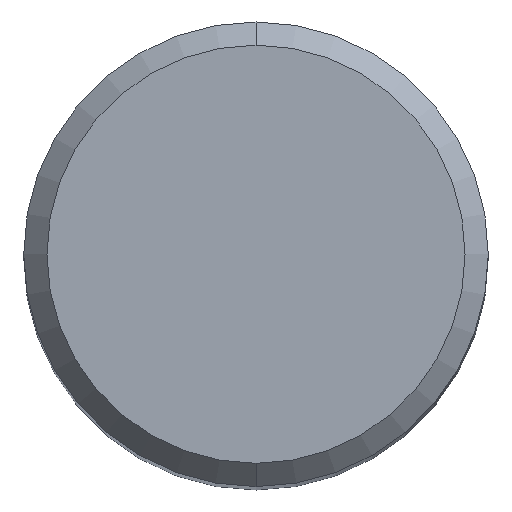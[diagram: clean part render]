
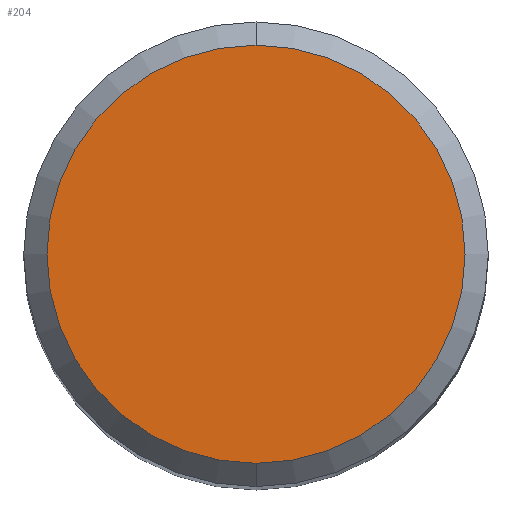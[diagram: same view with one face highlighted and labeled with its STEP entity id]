
A CAD part, top view. The second image highlights one B-rep face of the part: STEP entity #204.
In plain terms, the highlighted planar face has unit normal (0, 0, 1).
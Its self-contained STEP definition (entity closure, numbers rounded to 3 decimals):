
#182=VERTEX_POINT('',#484);
#204=ADVANCED_FACE('',(#507),#508,.T.);
#206=EDGE_CURVE('',#182,#450,#510,.T.);
#368=EDGE_CURVE('',#450,#182,#689,.T.);
#450=VERTEX_POINT('',#781);
#484=CARTESIAN_POINT('',(0.,-7.2,0.0));
#507=FACE_OUTER_BOUND('',#878,.T.);
#508=PLANE('',#879);
#510=CIRCLE('',#882,7.2);
#689=CIRCLE('',#1249,7.2);
#781=CARTESIAN_POINT('',(0.0,7.2,0.0));
#878=EDGE_LOOP('',(#1508,#1509));
#879=AXIS2_PLACEMENT_3D('',#1510,#1511,#1512);
#882=AXIS2_PLACEMENT_3D('',#1513,#1514,#1515);
#1249=AXIS2_PLACEMENT_3D('',#1719,#1720,#1721);
#1508=ORIENTED_EDGE('',*,*,#368,.F.);
#1509=ORIENTED_EDGE('',*,*,#206,.F.);
#1510=CARTESIAN_POINT('',(0.0,3.6,0.0));
#1511=DIRECTION('',(-0.0,0.0,1.0));
#1512=DIRECTION('',(0.0,-1.0,0.0));
#1513=CARTESIAN_POINT('',(0.0,0.0,0.0));
#1514=DIRECTION('',(0.0,0.0,-1.0));
#1515=DIRECTION('',(0.0,1.0,0.0));
#1719=CARTESIAN_POINT('',(0.0,0.0,0.0));
#1720=DIRECTION('',(0.0,0.0,-1.0));
#1721=DIRECTION('',(0.0,1.0,0.0));
